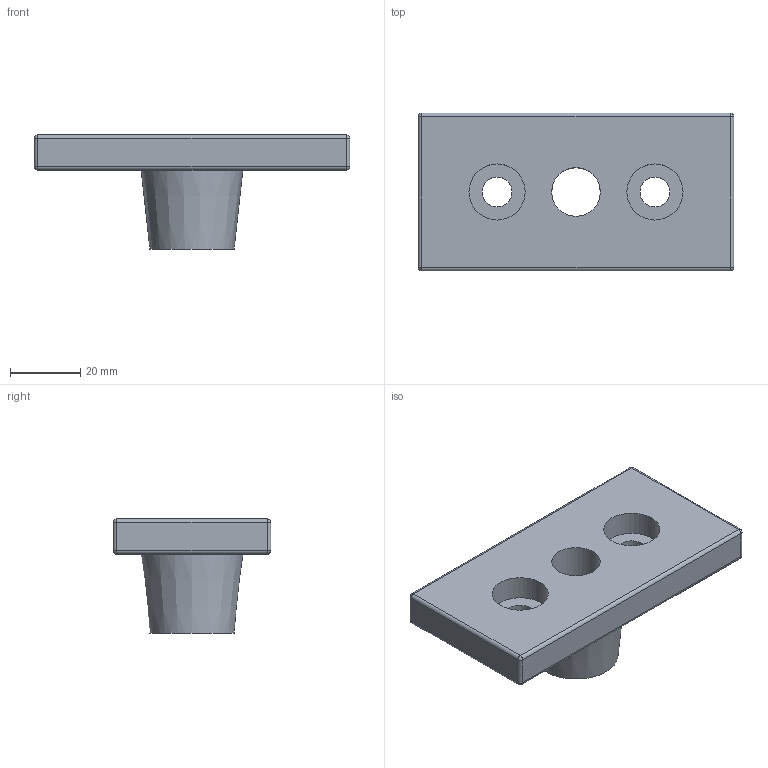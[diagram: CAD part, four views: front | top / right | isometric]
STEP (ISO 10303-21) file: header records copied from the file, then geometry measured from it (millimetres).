
FILE_DESCRIPTION(/* description */ ('PIASTRA FISS. PIEDI A CODOLO M16 45X90'),/* implementation_level */ '2;1');
FILE_NAME(/* name */ 'DPSXX0000546.stp',/* time_stamp */ '2018-11-05T16:54:53+01:00',/* author */ ('fzagni'),/* organization */ (''),/* preprocessor_version */ 'ST-DEVELOPER v16.1',/* originating_system */ 'Autodesk Inventor 2016',/* authorisation */ '');
FILE_SCHEMA (('AUTOMOTIVE_DESIGN { 1 0 10303 214 3 1 1 }'));
Length unit declared in the file: millimetre
Products named in the file (1): 31.109.05
Bounding box: 90 x 45 x 32.5 mm (x, y, z)
Volume: 44782.4 mm3; surface area: 13975.4 mm2
Topology: 1 solids, 1 shells, 35 faces, 74 edges, 42 vertices
Faces by surface type: cylinder 17, plane 9, sphere 8, cone 1
Full cylindrical faces by diameter (mm): 8.5 x2, 13.835 x1, 16 x2
Entity records: 870 total; most frequent: DIRECTION 168, CARTESIAN_POINT 132, ORIENTED_EDGE 120, AXIS2_PLACEMENT_3D 72, EDGE_CURVE 60, EDGE_LOOP 50, CIRCLE 36, VERTEX_POINT 36
